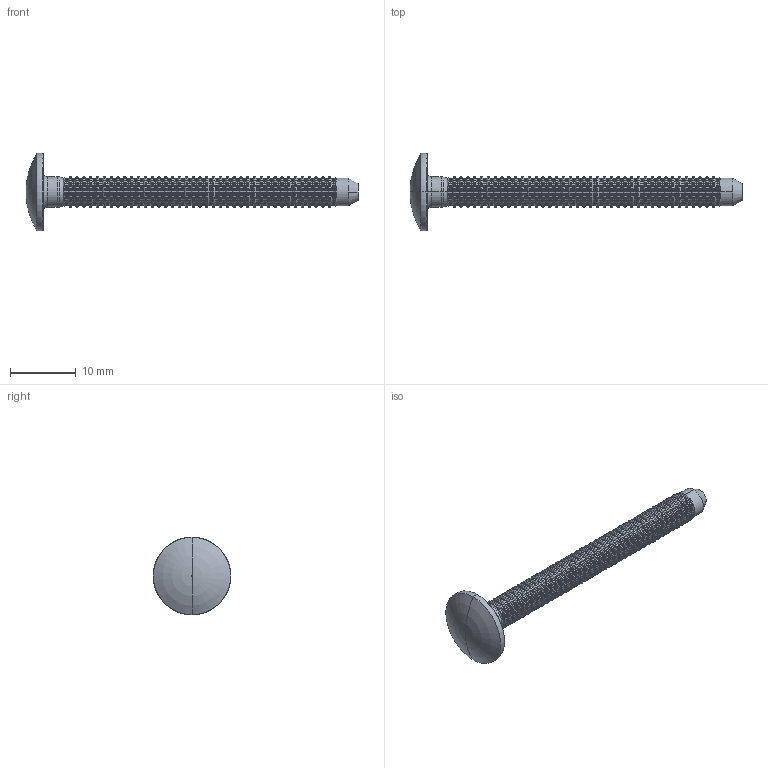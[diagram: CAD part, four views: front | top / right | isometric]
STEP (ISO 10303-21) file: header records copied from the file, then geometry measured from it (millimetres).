
FILE_DESCRIPTION (( 'STEP AP214' ), '1' );
FILE_NAME ('01903-70610.STEP', '2022-07-20T06:55:46', ( '' ), ( '' ), 'SwSTEP 2.0', 'SolidWorks 2018', '' );
FILE_SCHEMA (( 'AUTOMOTIVE_DESIGN' ));
Length unit declared in the file: inch
Products named in the file (1): 01903-70610
Bounding box: 50.62 x 11.87 x 11.87 mm (x, y, z)
Volume: 888.7 mm3; surface area: 1203.8 mm2
Topology: 1 solids, 1 shells, 989 faces, 1978 edges, 1072 vertices
Faces by surface type: torus 492, cylinder 244, cone 170, plane 83
Entity records: 25676 total; most frequent: DIRECTION 5522, CARTESIAN_POINT 4040, ORIENTED_EDGE 3956, AXIS2_PLACEMENT_3D 2554, EDGE_CURVE 1978, CIRCLE 1564, VERTEX_POINT 1072, EDGE_LOOP 1070
